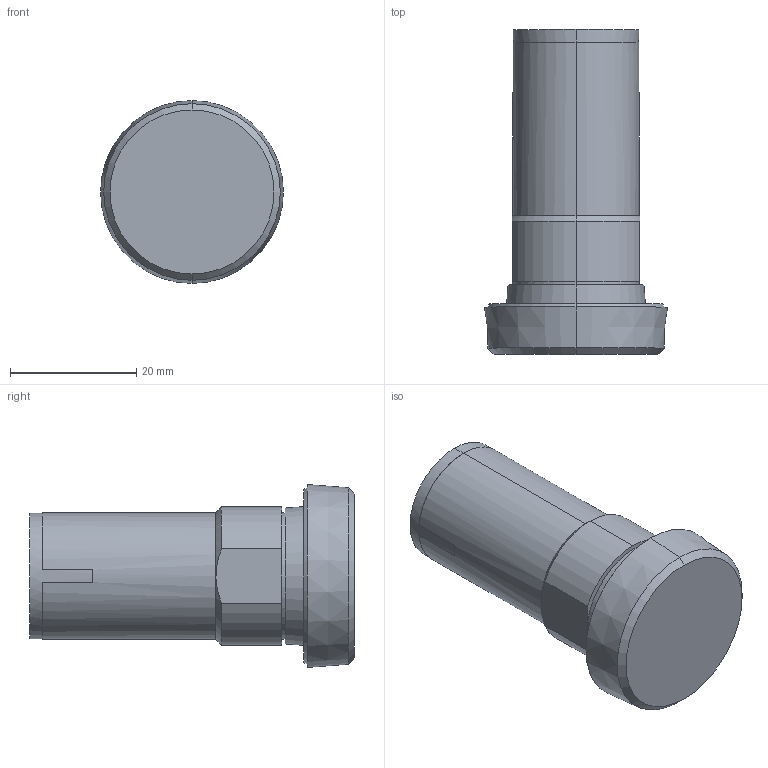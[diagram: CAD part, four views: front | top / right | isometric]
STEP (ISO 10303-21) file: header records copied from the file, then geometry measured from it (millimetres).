
FILE_DESCRIPTION(('starvars output'),'2;1');
FILE_NAME('XB7NA4532_3D.stp','17:27:33 2020/04/01',( 'Thomas Industrial Network Germany GmbH'),( 'Thomas Industrial Network Germany GmbH'),'unknown preprocess','ACIS' ,'unknown authorization');
FILE_SCHEMA(('CONFIG_CONTROL_DESIGN {UNKNOWN IMPLEMENTATION LEVEL}'));
Length unit declared in the file: millimetre
Products named in the file (1): PRODUCT_ID_35
Bounding box: 29 x 51.5 x 29 mm (x, y, z)
Volume: 19417.9 mm3; surface area: 4797.5 mm2
Topology: 1 solids, 1 shells, 37 faces, 86 edges, 56 vertices
Faces by surface type: plane 17, cone 10, cylinder 10
Entity records: 939 total; most frequent: ORIENTED_EDGE 172, CARTESIAN_POINT 139, DIRECTION 118, EDGE_CURVE 86, VERTEX_POINT 56, EDGE_LOOP 42, FACE_BOUND 42, AXIS2_PLACEMENT_3D 41
